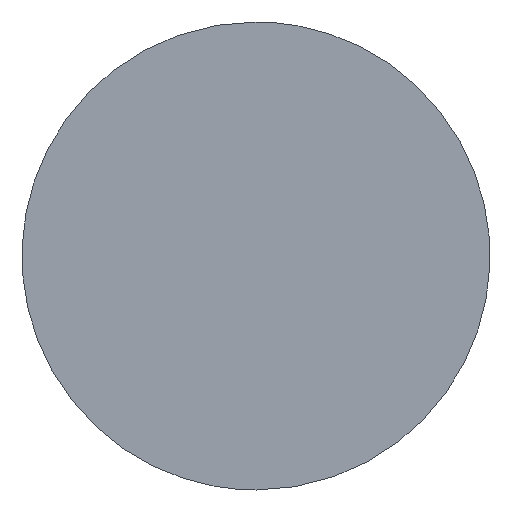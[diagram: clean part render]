
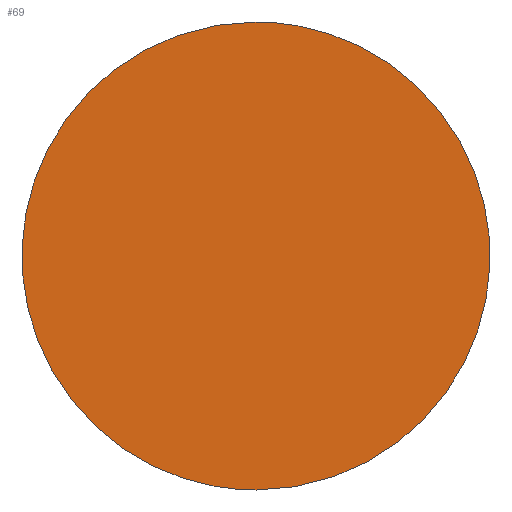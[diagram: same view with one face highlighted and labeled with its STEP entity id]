
A CAD part, left-side view. The second image highlights one B-rep face of the part: STEP entity #69.
In plain terms, the highlighted planar face has unit normal (-1, 0, 0).
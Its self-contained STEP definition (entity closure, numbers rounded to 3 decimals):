
#12=CARTESIAN_POINT('',(0.,0.0,-100.));
#13=VERTEX_POINT('',#12);
#20=CARTESIAN_POINT('',(0.,0.0,100.));
#21=VERTEX_POINT('',#20);
#22=CARTESIAN_POINT('',(0.0,0.0,100.0));
#23=CARTESIAN_POINT('',(0.0,100.,100.));
#24=CARTESIAN_POINT('',(0.0,100.0,0.0));
#25=CARTESIAN_POINT('',(0.0,100.,-100.));
#26=CARTESIAN_POINT('',(0.0,0.0,-100.0));
#34=(BOUNDED_CURVE()B_SPLINE_CURVE(2,(#22,#23,#24,#25,#26),.UNSPECIFIED.,.F.,.U.)B_SPLINE_CURVE_WITH_KNOTS((3,2,3),(0.0,0.5,1.0),.UNSPECIFIED.)CURVE()GEOMETRIC_REPRESENTATION_ITEM()RATIONAL_B_SPLINE_CURVE((1.0,0.707,1.0,0.707,1.0))REPRESENTATION_ITEM(''));
#35=EDGE_CURVE('',#21,#13,#34,.T.);
#46=CARTESIAN_POINT('',(0.0,0.0,0.0));
#47=DIRECTION('',(-1.0,0.0,0.0));
#48=DIRECTION('',(0.0,0.0,1.0));
#49=AXIS2_PLACEMENT_3D('',#46,#47,#48);
#50=PLANE('',#49);
#51=CARTESIAN_POINT('',(0.0,0.0,-100.0));
#52=CARTESIAN_POINT('',(0.0,-100.,-100.));
#53=CARTESIAN_POINT('',(0.0,-100.0,0.0));
#54=CARTESIAN_POINT('',(0.0,-100.,100.));
#55=CARTESIAN_POINT('',(0.0,0.0,100.0));
#63=(BOUNDED_CURVE()B_SPLINE_CURVE(2,(#51,#52,#53,#54,#55),.UNSPECIFIED.,.F.,.U.)B_SPLINE_CURVE_WITH_KNOTS((3,2,3),(0.0,0.5,1.0),.UNSPECIFIED.)CURVE()GEOMETRIC_REPRESENTATION_ITEM()RATIONAL_B_SPLINE_CURVE((1.0,0.707,1.0,0.707,1.0))REPRESENTATION_ITEM(''));
#64=EDGE_CURVE('',#13,#21,#63,.T.);
#65=ORIENTED_EDGE('',*,*,#64,.T.);
#66=ORIENTED_EDGE('',*,*,#35,.T.);
#67=EDGE_LOOP('',(#65,#66));
#68=FACE_OUTER_BOUND('',#67,.T.);
#69=ADVANCED_FACE('',(#68),#50,.T.);
